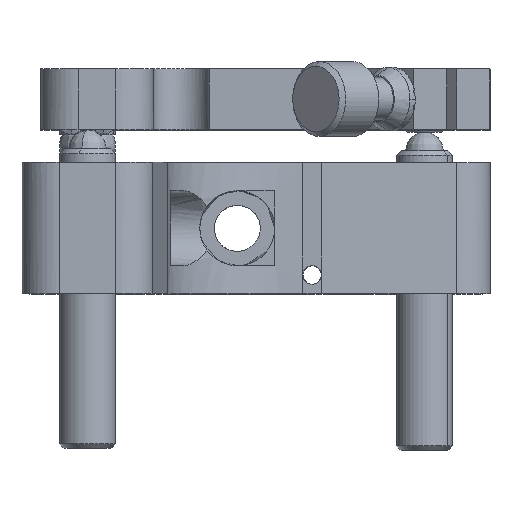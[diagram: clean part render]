
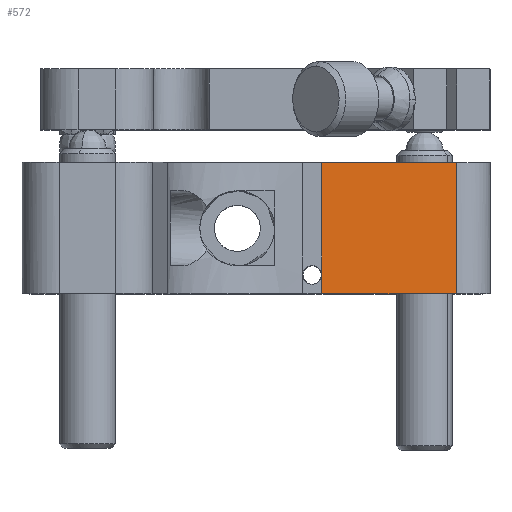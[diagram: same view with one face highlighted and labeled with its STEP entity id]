
A CAD part, top view. The second image highlights one B-rep face of the part: STEP entity #572.
In plain terms, the highlighted planar face has unit normal (0.105, 0, 0.995).
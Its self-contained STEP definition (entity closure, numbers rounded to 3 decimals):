
#138=B_SPLINE_CURVE_WITH_KNOTS('',1,(#10541,#10542),.UNSPECIFIED.,.F.,.F.,
(2,2),(0.,2.),.UNSPECIFIED.);
#139=B_SPLINE_CURVE_WITH_KNOTS('',1,(#10543,#10544),.UNSPECIFIED.,.F.,.F.,
(2,2),(0.,12.),.UNSPECIFIED.);
#184=B_SPLINE_CURVE_WITH_KNOTS('',1,(#10725,#10726),.UNSPECIFIED.,.F.,.F.,
(2,2),(0.,14.5),.UNSPECIFIED.);
#185=B_SPLINE_CURVE_WITH_KNOTS('',1,(#10727,#10728),.UNSPECIFIED.,.F.,.F.,
(2,2),(-14.5,0.),.UNSPECIFIED.);
#186=B_SPLINE_CURVE_WITH_KNOTS('',1,(#10729,#10730),.UNSPECIFIED.,.F.,.F.,
(2,2),(-14.,0.),.UNSPECIFIED.);
#572=ADVANCED_FACE('',(#904),#5277,.T.);
#904=FACE_OUTER_BOUND('',#1259,.T.);
#1259=EDGE_LOOP('',(#2370,#2371,#2372,#2373,#2374));
#2370=ORIENTED_EDGE('',*,*,#3657,.T.);
#2371=ORIENTED_EDGE('',*,*,#3602,.F.);
#2372=ORIENTED_EDGE('',*,*,#3601,.F.);
#2373=ORIENTED_EDGE('',*,*,#3658,.T.);
#2374=ORIENTED_EDGE('',*,*,#3659,.T.);
#3601=EDGE_CURVE('',#4926,#4922,#138,.T.);
#3602=EDGE_CURVE('',#4922,#4927,#139,.T.);
#3657=EDGE_CURVE('',#4974,#4927,#184,.T.);
#3658=EDGE_CURVE('',#4926,#4975,#185,.T.);
#3659=EDGE_CURVE('',#4975,#4974,#186,.T.);
#4922=VERTEX_POINT('',#10355);
#4926=VERTEX_POINT('',#10359);
#4927=VERTEX_POINT('',#10360);
#4974=VERTEX_POINT('',#10407);
#4975=VERTEX_POINT('',#10408);
#5277=PLANE('',#5622);
#5622=AXIS2_PLACEMENT_3D('',#9626,#5756,$);
#5756=DIRECTION('',(0.105,0.,0.994));
#9626=CARTESIAN_POINT('',(7.817,-2.81,16.116));
#10355=CARTESIAN_POINT('',(9.39,0.71,15.95));
#10359=CARTESIAN_POINT('',(9.39,-1.29,15.95));
#10360=CARTESIAN_POINT('',(9.39,12.71,15.95));
#10407=CARTESIAN_POINT('',(23.81,12.71,14.428));
#10408=CARTESIAN_POINT('',(23.81,-1.29,14.428));
#10541=CARTESIAN_POINT('',(9.39,-1.29,15.95));
#10542=CARTESIAN_POINT('',(9.39,0.71,15.95));
#10543=CARTESIAN_POINT('',(9.39,0.71,15.95));
#10544=CARTESIAN_POINT('',(9.39,12.71,15.95));
#10725=CARTESIAN_POINT('',(23.81,12.71,14.428));
#10726=CARTESIAN_POINT('',(9.39,12.71,15.95));
#10727=CARTESIAN_POINT('',(9.39,-1.29,15.95));
#10728=CARTESIAN_POINT('',(23.81,-1.29,14.428));
#10729=CARTESIAN_POINT('',(23.81,-1.29,14.428));
#10730=CARTESIAN_POINT('',(23.81,12.71,14.428));
